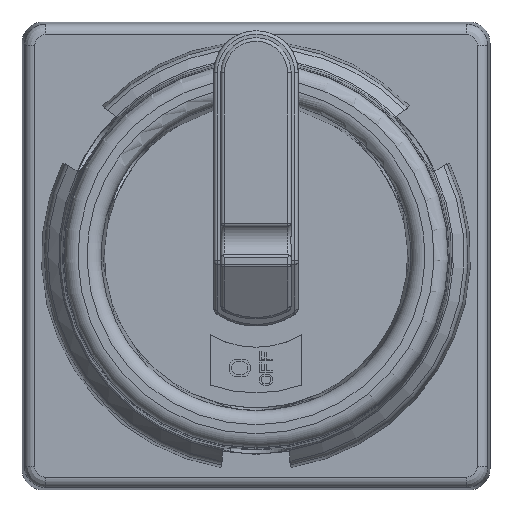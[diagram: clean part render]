
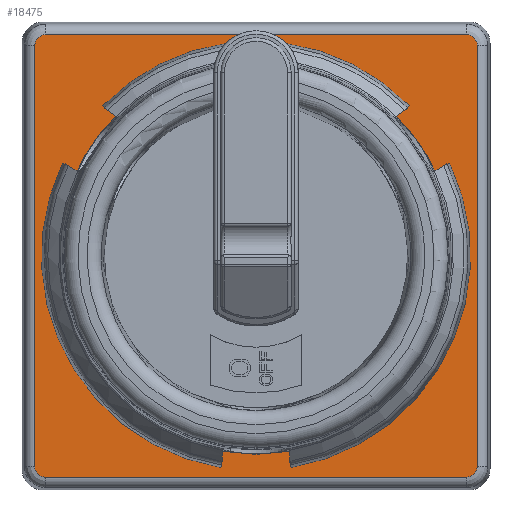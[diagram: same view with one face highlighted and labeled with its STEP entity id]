
A CAD part, top view. The second image highlights one B-rep face of the part: STEP entity #18475.
In plain terms, the highlighted planar face has unit normal (0, 0, 1).
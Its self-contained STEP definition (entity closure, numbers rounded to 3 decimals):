
#3829=DIRECTION('',(-1.,0.,0.));
#3830=VECTOR('',#3829,59.951);
#3831=CARTESIAN_POINT('',(18.828,-39.767,3.296));
#3832=LINE('',#3831,#3830);
#3843=DIRECTION('',(0.,-1.,0.));
#3844=VECTOR('',#3843,59.951);
#3845=CARTESIAN_POINT('',(20.326,21.681,3.296));
#3846=LINE('',#3845,#3844);
#3851=CARTESIAN_POINT('',(18.828,-39.767,3.296));
#3852=CARTESIAN_POINT('',(18.877,-39.767,3.296));
#3853=CARTESIAN_POINT('',(18.974,-39.763,3.296));
#3854=CARTESIAN_POINT('',(19.12,-39.741,3.296));
#3855=CARTESIAN_POINT('',(19.263,-39.705,3.296));
#3856=CARTESIAN_POINT('',(19.402,-39.656,3.296));
#3857=CARTESIAN_POINT('',(19.535,-39.593,3.296));
#3858=CARTESIAN_POINT('',(19.661,-39.517,3.296));
#3859=CARTESIAN_POINT('',(19.78,-39.43,3.296));
#3860=CARTESIAN_POINT('',(19.889,-39.331,3.296));
#3861=CARTESIAN_POINT('',(19.988,-39.222,3.296));
#3862=CARTESIAN_POINT('',(20.075,-39.103,3.296));
#3863=CARTESIAN_POINT('',(20.151,-38.977,3.296));
#3864=CARTESIAN_POINT('',(20.214,-38.844,3.296));
#3865=CARTESIAN_POINT('',(20.264,-38.705,3.296));
#3866=CARTESIAN_POINT('',(20.299,-38.562,3.296));
#3867=CARTESIAN_POINT('',(20.321,-38.416,3.296));
#3868=CARTESIAN_POINT('',(20.326,-38.319,3.296));
#3869=CARTESIAN_POINT('',(20.326,-38.27,3.296));
#3871=CARTESIAN_POINT('',(-42.621,-38.27,
3.296));
#3872=CARTESIAN_POINT('',(-42.621,-38.319,
3.296));
#3873=CARTESIAN_POINT('',(-42.617,-38.416,
3.296));
#3874=CARTESIAN_POINT('',(-42.595,-38.562,
3.296));
#3875=CARTESIAN_POINT('',(-42.559,-38.705,
3.296));
#3876=CARTESIAN_POINT('',(-42.51,-38.844,
3.296));
#3877=CARTESIAN_POINT('',(-42.447,-38.977,
3.296));
#3878=CARTESIAN_POINT('',(-42.371,-39.103,
3.296));
#3879=CARTESIAN_POINT('',(-42.283,-39.222,
3.296));
#3880=CARTESIAN_POINT('',(-42.185,-39.331,
3.296));
#3881=CARTESIAN_POINT('',(-42.075,-39.43,
3.296));
#3882=CARTESIAN_POINT('',(-41.957,-39.517,
3.296));
#3883=CARTESIAN_POINT('',(-41.831,-39.593,
3.296));
#3884=CARTESIAN_POINT('',(-41.698,-39.656,
3.296));
#3885=CARTESIAN_POINT('',(-41.559,-39.705,
3.296));
#3886=CARTESIAN_POINT('',(-41.416,-39.741,
3.296));
#3887=CARTESIAN_POINT('',(-41.27,-39.763,
3.296));
#3888=CARTESIAN_POINT('',(-41.172,-39.767,
3.296));
#3889=CARTESIAN_POINT('',(-41.123,-39.767,
3.296));
#3891=CARTESIAN_POINT('',(-41.123,23.179,3.296));
#3892=CARTESIAN_POINT('',(-41.172,23.179,3.296));
#3893=CARTESIAN_POINT('',(-41.27,23.175,3.296));
#3894=CARTESIAN_POINT('',(-41.416,23.153,3.296));
#3895=CARTESIAN_POINT('',(-41.559,23.117,3.296));
#3896=CARTESIAN_POINT('',(-41.698,23.068,3.296));
#3897=CARTESIAN_POINT('',(-41.831,23.005,3.296));
#3898=CARTESIAN_POINT('',(-41.957,22.929,3.296));
#3899=CARTESIAN_POINT('',(-42.075,22.841,3.296));
#3900=CARTESIAN_POINT('',(-42.185,22.743,3.296));
#3901=CARTESIAN_POINT('',(-42.283,22.633,3.296));
#3902=CARTESIAN_POINT('',(-42.371,22.515,3.296));
#3903=CARTESIAN_POINT('',(-42.447,22.389,3.296));
#3904=CARTESIAN_POINT('',(-42.51,22.256,3.296));
#3905=CARTESIAN_POINT('',(-42.559,22.117,3.296));
#3906=CARTESIAN_POINT('',(-42.595,21.974,3.296));
#3907=CARTESIAN_POINT('',(-42.617,21.828,3.296));
#3908=CARTESIAN_POINT('',(-42.621,21.731,3.296));
#3909=CARTESIAN_POINT('',(-42.621,21.681,3.296));
#3911=CARTESIAN_POINT('',(20.326,21.681,3.296));
#3912=CARTESIAN_POINT('',(20.326,21.731,3.296));
#3913=CARTESIAN_POINT('',(20.321,21.828,3.296));
#3914=CARTESIAN_POINT('',(20.299,21.974,3.296));
#3915=CARTESIAN_POINT('',(20.264,22.117,3.296));
#3916=CARTESIAN_POINT('',(20.214,22.256,3.296));
#3917=CARTESIAN_POINT('',(20.151,22.389,3.296));
#3918=CARTESIAN_POINT('',(20.075,22.515,3.296));
#3919=CARTESIAN_POINT('',(19.988,22.633,3.296));
#3920=CARTESIAN_POINT('',(19.889,22.743,3.296));
#3921=CARTESIAN_POINT('',(19.78,22.841,3.296));
#3922=CARTESIAN_POINT('',(19.661,22.929,3.296));
#3923=CARTESIAN_POINT('',(19.535,23.005,3.296));
#3924=CARTESIAN_POINT('',(19.402,23.068,3.296));
#3925=CARTESIAN_POINT('',(19.263,23.117,3.296));
#3926=CARTESIAN_POINT('',(19.12,23.153,3.296));
#3927=CARTESIAN_POINT('',(18.974,23.175,3.296));
#3928=CARTESIAN_POINT('',(18.877,23.179,3.296));
#3929=CARTESIAN_POINT('',(18.828,23.179,3.296));
#3931=CARTESIAN_POINT('',(-11.148,-8.294,
3.296));
#3932=DIRECTION('',(0.,0.,-1.));
#3933=DIRECTION('',(1.,0.,0.));
#3934=AXIS2_PLACEMENT_3D('',#3931,#3932,#3933);
#3936=CARTESIAN_POINT('',(-11.148,-8.294,
3.296));
#3937=DIRECTION('',(0.,0.,-1.));
#3938=DIRECTION('',(-1.,0.,0.));
#3939=AXIS2_PLACEMENT_3D('',#3936,#3937,#3938);
#3941=DIRECTION('',(0.,1.,0.));
#3942=VECTOR('',#3941,59.951);
#3943=CARTESIAN_POINT('',(-42.621,-38.27,
3.296));
#3944=LINE('',#3943,#3942);
#3959=DIRECTION('',(1.,0.,0.));
#3960=VECTOR('',#3959,59.951);
#3961=CARTESIAN_POINT('',(-41.123,23.179,3.296));
#3962=LINE('',#3961,#3960);
#10344=CARTESIAN_POINT('',(20.326,21.681,3.296));
#10346=VERTEX_POINT('',#10344);
#10352=CARTESIAN_POINT('',(-42.621,21.681,
3.296));
#10353=VERTEX_POINT('',#10352);
#10354=CARTESIAN_POINT('',(18.828,-39.767,
3.296));
#10356=VERTEX_POINT('',#10354);
#10358=CARTESIAN_POINT('',(-41.123,-39.767,
3.296));
#10359=VERTEX_POINT('',#10358);
#10360=VERTEX_POINT('',#3869);
#10361=CARTESIAN_POINT('',(-41.123,23.179,
3.296));
#10363=VERTEX_POINT('',#10361);
#10370=CARTESIAN_POINT('',(-42.621,-38.27,
3.296));
#10371=VERTEX_POINT('',#10370);
#10372=CARTESIAN_POINT('',(18.828,23.179,3.296));
#10373=VERTEX_POINT('',#10372);
#10383=CARTESIAN_POINT('',(17.085,-8.294,
3.296));
#10384=CARTESIAN_POINT('',(-39.38,-8.294,
3.296));
#10385=VERTEX_POINT('',#10383);
#10386=VERTEX_POINT('',#10384);
#18450=CARTESIAN_POINT('',(-11.148,-8.294,
3.296));
#18451=DIRECTION('',(0.,0.,-1.));
#18452=DIRECTION('',(-1.,0.,0.));
#18453=AXIS2_PLACEMENT_3D('',#18450,#18451,#18452);
#18454=PLANE('',#18453);
#18455=ORIENTED_EDGE('',*,*,#18430,.T.);
#18456=ORIENTED_EDGE('',*,*,#18407,.F.);
#18457=ORIENTED_EDGE('',*,*,#18195,.T.);
#18458=ORIENTED_EDGE('',*,*,#18169,.F.);
#18460=ORIENTED_EDGE('',*,*,#18459,.T.);
#18462=ORIENTED_EDGE('',*,*,#18461,.F.);
#18464=ORIENTED_EDGE('',*,*,#18463,.T.);
#18466=ORIENTED_EDGE('',*,*,#18465,.F.);
#18467=EDGE_LOOP('',(#18455,#18456,#18457,#18458,#18460,#18462,#18464,#18466));
#18468=FACE_OUTER_BOUND('',#18467,.F.);
#18470=ORIENTED_EDGE('',*,*,#18469,.F.);
#18472=ORIENTED_EDGE('',*,*,#18471,.F.);
#18473=EDGE_LOOP('',(#18470,#18472));
#18474=FACE_BOUND('',#18473,.F.);
#3870=B_SPLINE_CURVE_WITH_KNOTS('',3,(#3851,#3852,#3853,#3854,#3855,#3856,#3857,
#3858,#3859,#3860,#3861,#3862,#3863,#3864,#3865,#3866,#3867,#3868,#3869),
.UNSPECIFIED.,.F.,.F.,(4,1,1,1,1,1,1,1,1,1,1,1,1,1,1,1,4),(0.,0.063,0.125,
0.188,0.25,0.313,0.375,0.438,0.5,0.563,0.625,0.688,
0.75,0.813,0.875,0.938,1.),.UNSPECIFIED.);
#3890=B_SPLINE_CURVE_WITH_KNOTS('',3,(#3871,#3872,#3873,#3874,#3875,#3876,#3877,
#3878,#3879,#3880,#3881,#3882,#3883,#3884,#3885,#3886,#3887,#3888,#3889),
.UNSPECIFIED.,.F.,.F.,(4,1,1,1,1,1,1,1,1,1,1,1,1,1,1,1,4),(0.,0.063,0.125,
0.188,0.25,0.313,0.375,0.438,0.5,0.563,0.625,0.688,
0.75,0.813,0.875,0.938,1.),.UNSPECIFIED.);
#3910=B_SPLINE_CURVE_WITH_KNOTS('',3,(#3891,#3892,#3893,#3894,#3895,#3896,#3897,
#3898,#3899,#3900,#3901,#3902,#3903,#3904,#3905,#3906,#3907,#3908,#3909),
.UNSPECIFIED.,.F.,.F.,(4,1,1,1,1,1,1,1,1,1,1,1,1,1,1,1,4),(0.,0.063,0.125,
0.188,0.25,0.313,0.375,0.438,0.5,0.563,0.625,0.688,
0.75,0.813,0.875,0.938,1.),.UNSPECIFIED.);
#3930=B_SPLINE_CURVE_WITH_KNOTS('',3,(#3911,#3912,#3913,#3914,#3915,#3916,#3917,
#3918,#3919,#3920,#3921,#3922,#3923,#3924,#3925,#3926,#3927,#3928,#3929),
.UNSPECIFIED.,.F.,.F.,(4,1,1,1,1,1,1,1,1,1,1,1,1,1,1,1,4),(0.,0.063,0.125,
0.188,0.25,0.313,0.375,0.438,0.5,0.563,0.625,0.688,
0.75,0.813,0.875,0.938,1.),.UNSPECIFIED.);
#3935=CIRCLE('',#3934,28.232);
#3940=CIRCLE('',#3939,28.232);
#18169=EDGE_CURVE('',#10371,#10359,#3890,.T.);
#18195=EDGE_CURVE('',#10356,#10359,#3832,.T.);
#18407=EDGE_CURVE('',#10356,#10360,#3870,.T.);
#18430=EDGE_CURVE('',#10346,#10360,#3846,.T.);
#18459=EDGE_CURVE('',#10371,#10353,#3944,.T.);
#18461=EDGE_CURVE('',#10363,#10353,#3910,.T.);
#18463=EDGE_CURVE('',#10363,#10373,#3962,.T.);
#18465=EDGE_CURVE('',#10346,#10373,#3930,.T.);
#18469=EDGE_CURVE('',#10385,#10386,#3935,.T.);
#18471=EDGE_CURVE('',#10386,#10385,#3940,.T.);
#18475=ADVANCED_FACE('',(#18468,#18474),#18454,.F.);
